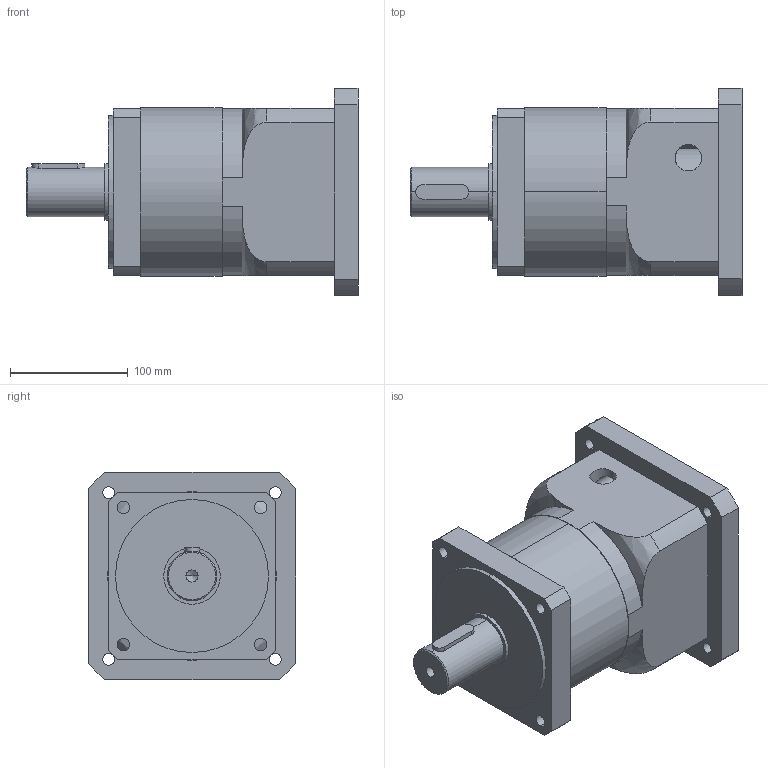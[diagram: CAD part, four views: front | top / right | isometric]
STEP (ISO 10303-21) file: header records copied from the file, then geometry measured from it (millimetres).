
FILE_DESCRIPTION (( 'STEP AP203' ), '1' );
FILE_NAME ('DH150-L1-XX-35-114.3-200-M12(連接法蘭)_2024.STEP', '2024-03-05T06:09:50', ( '' ), ( '' ), 'SwSTEP 2.0', 'SolidWorks 2016', '' );
FILE_SCHEMA (( 'CONFIG_CONTROL_DESIGN' ));
Length unit declared in the file: millimetre
Products named in the file (1): DH150-L1-XX-35-114.3-200-M12(連接法蘭)_2024
Bounding box: 282 x 176 x 176 mm (x, y, z)
Volume: 3703758.1 mm3; surface area: 307824.5 mm2
Topology: 2 solids, 2 shells, 353 faces, 849 edges, 544 vertices
Faces by surface type: plane 164, cylinder 141, bspline 28, cone 20
Entity records: 11545 total; most frequent: CARTESIAN_POINT 3171, DIRECTION 1762, ORIENTED_EDGE 1678, EDGE_CURVE 839, AXIS2_PLACEMENT_3D 653, VERTEX_POINT 544, VECTOR 456, LINE 456
